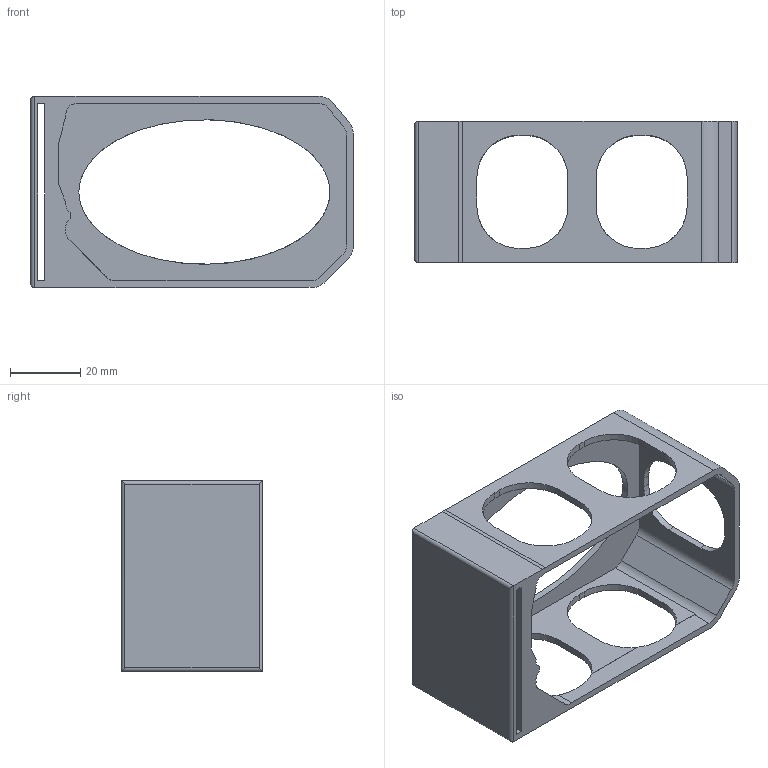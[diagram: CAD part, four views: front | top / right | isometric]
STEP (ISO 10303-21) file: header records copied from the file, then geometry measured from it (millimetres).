
FILE_DESCRIPTION(/* description */ (''),/* implementation_level */ '2;1');
FILE_NAME(/* name */ 'table_attachment.step',/* time_stamp */ '2024-07-18T17:24:50+10:00',/* author */ (''),/* organization */ (''),/* preprocessor_version */ 'ST-DEVELOPER v20',/* originating_system */ 'Autodesk Translation Framework v13.14.0.145',/* authorisation */ '');
FILE_SCHEMA (('AUTOMOTIVE_DESIGN { 1 0 10303 214 3 1 1 }'));
Length unit declared in the file: millimetre
Products named in the file (1): Table attachment
Bounding box: 91.77 x 40.2 x 54.41 mm (x, y, z)
Volume: 31939.8 mm3; surface area: 24093.8 mm2
Topology: 1 solids, 1 shells, 95 faces, 287 edges, 190 vertices
Faces by surface type: plane 53, cylinder 41, bspline 1
Entity records: 3354 total; most frequent: CARTESIAN_POINT 618, ORIENTED_EDGE 574, DIRECTION 563, EDGE_CURVE 287, LINE 193, VECTOR 193, VERTEX_POINT 190, AXIS2_PLACEMENT_3D 185
